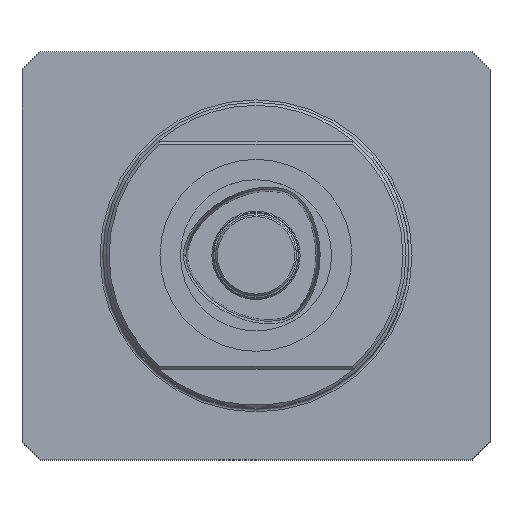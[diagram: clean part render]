
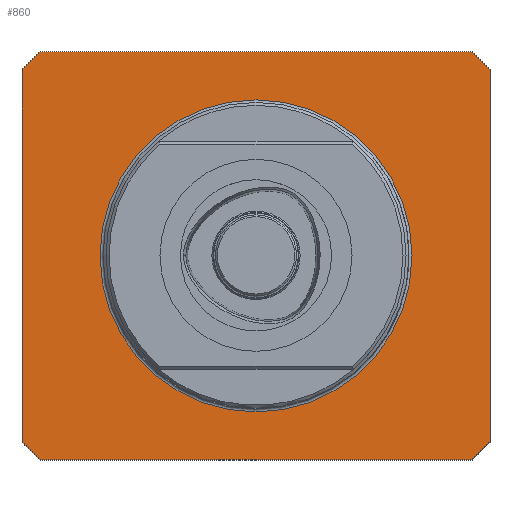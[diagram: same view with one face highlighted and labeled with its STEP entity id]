
A CAD part, top view. The second image highlights one B-rep face of the part: STEP entity #860.
In plain terms, the highlighted planar face has unit normal (0, 0, 1).
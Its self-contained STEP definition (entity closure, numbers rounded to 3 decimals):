
#765=FACE_BOUND('',#1865,.T.);
#766=FACE_BOUND('',#1866,.T.);
#860=ADVANCED_FACE('',(#765,#766),#1259,.F.);
#1259=PLANE('',#7775);
#1865=EDGE_LOOP('',(#3942));
#1866=EDGE_LOOP('',(#3943,#3944,#3945,#3946,#3947,#3948,#3949,#3950));
#2353=LINE('',#9650,#3074);
#2354=LINE('',#9653,#3075);
#2355=LINE('',#9655,#3076);
#2356=LINE('',#9657,#3077);
#2357=LINE('',#9659,#3078);
#2358=LINE('',#9661,#3079);
#2359=LINE('',#9663,#3080);
#2360=LINE('',#9665,#3081);
#3074=VECTOR('',#8157,1.);
#3075=VECTOR('',#8158,1.);
#3076=VECTOR('',#8159,1.);
#3077=VECTOR('',#8160,1.);
#3078=VECTOR('',#8161,1.);
#3079=VECTOR('',#8162,1.);
#3080=VECTOR('',#8163,1.);
#3081=VECTOR('',#8164,1.);
#3942=ORIENTED_EDGE('',*,*,#6720,.T.);
#3943=ORIENTED_EDGE('',*,*,#6721,.F.);
#3944=ORIENTED_EDGE('',*,*,#6722,.T.);
#3945=ORIENTED_EDGE('',*,*,#6723,.F.);
#3946=ORIENTED_EDGE('',*,*,#6724,.T.);
#3947=ORIENTED_EDGE('',*,*,#6725,.F.);
#3948=ORIENTED_EDGE('',*,*,#6726,.T.);
#3949=ORIENTED_EDGE('',*,*,#6727,.F.);
#3950=ORIENTED_EDGE('',*,*,#6728,.T.);
#6006=VERTEX_POINT('',#9649);
#6007=VERTEX_POINT('',#9651);
#6008=VERTEX_POINT('',#9652);
#6009=VERTEX_POINT('',#9654);
#6010=VERTEX_POINT('',#9656);
#6011=VERTEX_POINT('',#9658);
#6012=VERTEX_POINT('',#9660);
#6013=VERTEX_POINT('',#9662);
#6014=VERTEX_POINT('',#9664);
#6720=EDGE_CURVE('',#6006,#6006,#7711,.T.);
#6721=EDGE_CURVE('',#6007,#6008,#2353,.T.);
#6722=EDGE_CURVE('',#6007,#6009,#2354,.T.);
#6723=EDGE_CURVE('',#6010,#6009,#2355,.T.);
#6724=EDGE_CURVE('',#6010,#6011,#2356,.T.);
#6725=EDGE_CURVE('',#6012,#6011,#2357,.T.);
#6726=EDGE_CURVE('',#6012,#6013,#2358,.T.);
#6727=EDGE_CURVE('',#6014,#6013,#2359,.T.);
#6728=EDGE_CURVE('',#6014,#6008,#2360,.T.);
#7711=CIRCLE('',#7774,26.);
#7774=AXIS2_PLACEMENT_3D('',#9648,#8155,#8156);
#7775=AXIS2_PLACEMENT_3D('',#9666,#8165,#8166);
#8155=DIRECTION('',(0.,0.,-1.));
#8156=DIRECTION('',(0.,1.,0.));
#8157=DIRECTION('',(0.,1.,0.));
#8158=DIRECTION('',(0.707,-0.707,0.));
#8159=DIRECTION('',(-1.,0.,0.));
#8160=DIRECTION('',(0.707,0.707,0.));
#8161=DIRECTION('',(0.,-1.,0.));
#8162=DIRECTION('',(-0.707,0.707,0.));
#8163=DIRECTION('',(1.,0.,0.));
#8164=DIRECTION('',(-0.707,-0.707,0.));
#8165=DIRECTION('',(0.,0.,-1.));
#8166=DIRECTION('',(0.,1.,0.));
#9648=CARTESIAN_POINT('',(0.,0.,20.));
#9649=CARTESIAN_POINT('',(0.,26.,20.));
#9650=CARTESIAN_POINT('',(-39.,-60.,20.));
#9651=CARTESIAN_POINT('',(-39.,-31.,20.));
#9652=CARTESIAN_POINT('',(-39.,31.,20.));
#9653=CARTESIAN_POINT('',(-36.,-34.,20.));
#9654=CARTESIAN_POINT('',(-36.,-34.,20.));
#9655=CARTESIAN_POINT('',(0.,-34.,20.));
#9656=CARTESIAN_POINT('',(36.,-34.,20.));
#9657=CARTESIAN_POINT('',(36.,-34.,20.));
#9658=CARTESIAN_POINT('',(39.,-31.,20.));
#9659=CARTESIAN_POINT('',(39.,-60.,20.));
#9660=CARTESIAN_POINT('',(39.,31.,20.));
#9661=CARTESIAN_POINT('',(39.,31.,20.));
#9662=CARTESIAN_POINT('',(36.,34.,20.));
#9663=CARTESIAN_POINT('',(0.,34.,20.));
#9664=CARTESIAN_POINT('',(-36.,34.,20.));
#9665=CARTESIAN_POINT('',(-36.,34.,20.));
#9666=CARTESIAN_POINT('',(0.,-60.,20.));
